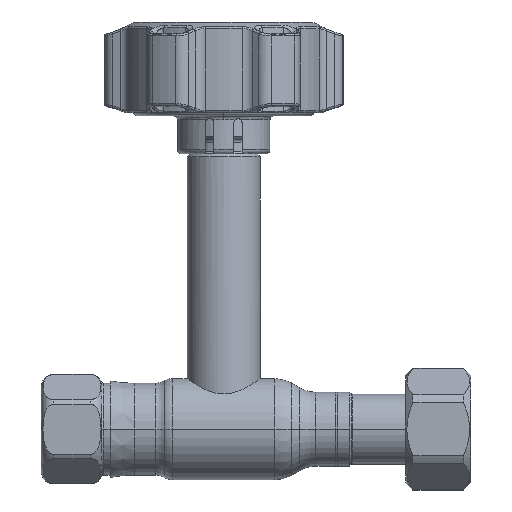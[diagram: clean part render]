
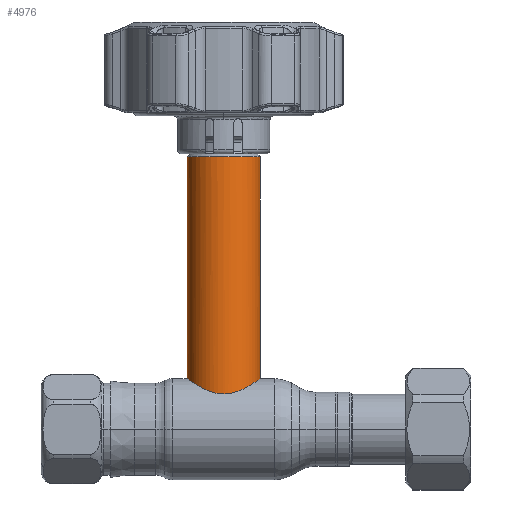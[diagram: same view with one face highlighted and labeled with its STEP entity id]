
A CAD part, top view. The second image highlights one B-rep face of the part: STEP entity #4976.
In plain terms, the highlighted cylindrical face has radius 9 mm (diameter 18 mm), a partial arc.
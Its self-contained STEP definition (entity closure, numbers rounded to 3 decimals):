
#1852 = CARTESIAN_POINT ( 'NONE',  ( 8.753, 12.323, 2.117 ) ) ;
#2018 = CARTESIAN_POINT ( 'NONE',  ( -2.401, 8.997, 8.679 ) ) ;
#2215 = CARTESIAN_POINT ( 'NONE',  ( 9., 12.5, 0. ) ) ;
#2369 = CARTESIAN_POINT ( 'NONE',  ( -4.039, 9.556, 8.063 ) ) ;
#2506 = CARTESIAN_POINT ( 'NONE',  ( -9., 67.169, 0. ) ) ;
#3516 = CARTESIAN_POINT ( 'NONE',  ( -9., 0., 0. ) ) ;
#4200 = DIRECTION ( 'NONE',  ( 0., -1., 0. ) ) ;
#4561 = VERTEX_POINT ( 'NONE', #31905 ) ;
#4601 = CARTESIAN_POINT ( 'NONE',  ( 8.041, 11.827, 4.085 ) ) ;
#4940 = CARTESIAN_POINT ( 'NONE',  ( -2.108, 8.922, 8.755 ) ) ;
#4976 = ADVANCED_FACE ( 'NONE', ( #23361 ), #34164, .T. ) ;
#5128 = CARTESIAN_POINT ( 'NONE',  ( -1.217, 8.74, 8.938 ) ) ;
#5203 = ORIENTED_EDGE ( 'NONE', *, *, #34228, .F. ) ;
#5292 = CARTESIAN_POINT ( 'NONE',  ( 4.799, 9.911, 7.619 ) ) ;
#6841 = AXIS2_PLACEMENT_3D ( 'NONE', #12729, #4200, #17939 ) ;
#7323 = CARTESIAN_POINT ( 'NONE',  ( -5.926, 10.5, 6.798 ) ) ;
#7497 = CARTESIAN_POINT ( 'NONE',  ( 5.942, 10.51, 6.783 ) ) ;
#8032 = CARTESIAN_POINT ( 'NONE',  ( -3.239, 9.256, 8.402 ) ) ;
#9512 = VERTEX_POINT ( 'NONE', #13201 ) ;
#10010 = CARTESIAN_POINT ( 'NONE',  ( -8.984, 12.489, 0.611 ) ) ;
#10382 = CARTESIAN_POINT ( 'NONE',  ( 4.553, 9.794, 7.769 ) ) ;
#12729 = CARTESIAN_POINT ( 'NONE',  ( 0., 67.169, 0. ) ) ;
#12752 = CARTESIAN_POINT ( 'NONE',  ( -7.266, 11.315, 5.319 ) ) ;
#12914 = CARTESIAN_POINT ( 'NONE',  ( 9., 12.5, 0.62 ) ) ;
#13095 = CARTESIAN_POINT ( 'NONE',  ( 0.32, 8.675, 9. ) ) ;
#13201 = CARTESIAN_POINT ( 'NONE',  ( -9., 12.5, 0. ) ) ;
#13267 = CARTESIAN_POINT ( 'NONE',  ( 2.127, 8.927, 8.75 ) ) ;
#13435 = CARTESIAN_POINT ( 'NONE',  ( 3.26, 9.264, 8.394 ) ) ;
#15589 = CARTESIAN_POINT ( 'NONE',  ( 8.39, 12.068, 3.27 ) ) ;
#15717 = CARTESIAN_POINT ( 'NONE',  ( 9., 0., 0. ) ) ;
#15765 = CARTESIAN_POINT ( 'NONE',  ( -7.591, 11.526, 4.844 ) ) ;
#15869 = EDGE_CURVE ( 'NONE', #20812, #9512, #33844, .T. ) ;
#15948 = CARTESIAN_POINT ( 'NONE',  ( 8.936, 12.454, 1.229 ) ) ;
#16123 = CARTESIAN_POINT ( 'NONE',  ( -7.743, 11.627, 4.597 ) ) ;
#16295 = CARTESIAN_POINT ( 'NONE',  ( 7.762, 11.638, 4.591 ) ) ;
#17939 = DIRECTION ( 'NONE',  ( 1., 0., 0. ) ) ;
#18331 = CARTESIAN_POINT ( 'NONE',  ( 0.629, 8.692, 8.983 ) ) ;
#18500 = CARTESIAN_POINT ( 'NONE',  ( 1.536, 8.805, 8.873 ) ) ;
#18543 = CARTESIAN_POINT ( 'NONE',  ( 9., 12.5, 0. ) ) ;
#18663 = CARTESIAN_POINT ( 'NONE',  ( 8.677, 12.269, 2.409 ) ) ;
#19015 = CARTESIAN_POINT ( 'NONE',  ( 3.792, 9.464, 8.167 ) ) ;
#20303 = CARTESIAN_POINT ( 'NONE',  ( 0., 0., 0. ) ) ;
#20812 = VERTEX_POINT ( 'NONE', #2506 ) ;
#21077 = CARTESIAN_POINT ( 'NONE',  ( -6.531, 10.857, 6.199 ) ) ;
#21270 = CARTESIAN_POINT ( 'NONE',  ( -8.689, 12.278, 2.424 ) ) ;
#21332 = EDGE_LOOP ( 'NONE', ( #33779, #28102, #28885, #5203 ) ) ;
#21436 = CARTESIAN_POINT ( 'NONE',  ( 8.495, 12.142, 2.987 ) ) ;
#21441 = B_SPLINE_CURVE_WITH_KNOTS ( 'NONE', 3,
 ( #24308, #26678, #10010, #27402, #26844, #21270, #32910, #29992, #29459, #16123, #15765, #12752, #23780, #34914, #21077, #7323, #27047, #21596, #2369, #8032, #29797, #2018, #4940, #5128, #27224, #13095, #18331, #32710, #18500, #13267, #35095, #35285, #13435, #19015, #30155, #10382, #5292, #32389, #7497, #29629, #24149, #16295, #4601, #15589, #21436, #18663, #1852, #15948, #12914, #2215 ),
 .UNSPECIFIED., .F., .F.,
 ( 4, 2, 2, 2, 2, 2, 2, 2, 2, 2, 2, 2, 2, 2, 2, 2, 2, 2, 2, 2, 2, 2, 2, 2, 4 ),
 ( 0.029, 0.03, 0.031, 0.033, 0.034, 0.035, 0.036, 0.037, 0.038, 0.04, 0.041, 0.042, 0.044, 0.045, 0.046, 0.047, 0.048, 0.049, 0.049, 0.051, 0.053, 0.055, 0.056, 0.057, 0.059 ),
 .UNSPECIFIED. ) ;
#21596 = CARTESIAN_POINT ( 'NONE',  ( -4.549, 9.786, 7.787 ) ) ;
#22164 = VERTEX_POINT ( 'NONE', #18543 ) ;
#23345 = AXIS2_PLACEMENT_3D ( 'NONE', #20303, #31054, #31409 ) ;
#23361 = FACE_OUTER_BOUND ( 'NONE', #21332, .T. ) ;
#23780 = CARTESIAN_POINT ( 'NONE',  ( -7.092, 11.204, 5.548 ) ) ;
#24149 = CARTESIAN_POINT ( 'NONE',  ( 7.116, 11.218, 5.539 ) ) ;
#24308 = CARTESIAN_POINT ( 'NONE',  ( -9., 12.5, 0. ) ) ;
#24975 = EDGE_CURVE ( 'NONE', #9512, #22164, #21441, .T. ) ;
#25318 = CIRCLE ( 'NONE', #6841, 9. ) ;
#26620 = DIRECTION ( 'NONE',  ( 0., -1., 0. ) ) ;
#26678 = CARTESIAN_POINT ( 'NONE',  ( -9., 12.5, 0.306 ) ) ;
#26844 = CARTESIAN_POINT ( 'NONE',  ( -8.875, 12.41, 1.525 ) ) ;
#27047 = CARTESIAN_POINT ( 'NONE',  ( -5.49, 10.258, 7.154 ) ) ;
#27224 = CARTESIAN_POINT ( 'NONE',  ( -0.61, 8.674, 9.001 ) ) ;
#27402 = CARTESIAN_POINT ( 'NONE',  ( -8.922, 12.444, 1.22 ) ) ;
#28102 = ORIENTED_EDGE ( 'NONE', *, *, #15869, .T. ) ;
#28885 = ORIENTED_EDGE ( 'NONE', *, *, #24975, .T. ) ;
#29368 = VECTOR ( 'NONE', #32809, 1000. ) ;
#29404 = LINE ( 'NONE', #15717, #29489 ) ;
#29459 = CARTESIAN_POINT ( 'NONE',  ( -8.026, 11.817, 4.084 ) ) ;
#29489 = VECTOR ( 'NONE', #26620, 1000. ) ;
#29629 = CARTESIAN_POINT ( 'NONE',  ( 6.746, 10.984, 5.984 ) ) ;
#29797 = CARTESIAN_POINT ( 'NONE',  ( -2.965, 9.163, 8.503 ) ) ;
#29992 = CARTESIAN_POINT ( 'NONE',  ( -8.156, 11.907, 3.816 ) ) ;
#30155 = CARTESIAN_POINT ( 'NONE',  ( 4.05, 9.571, 8.042 ) ) ;
#31054 = DIRECTION ( 'NONE',  ( 0., -1., 0. ) ) ;
#31409 = DIRECTION ( 'NONE',  ( 1., 0., 0. ) ) ;
#31905 = CARTESIAN_POINT ( 'NONE',  ( 9., 67.169, 0. ) ) ;
#32389 = CARTESIAN_POINT ( 'NONE',  ( 5.507, 10.267, 7.141 ) ) ;
#32710 = CARTESIAN_POINT ( 'NONE',  ( 1.237, 8.757, 8.92 ) ) ;
#32809 = DIRECTION ( 'NONE',  ( 0., -1., 0. ) ) ;
#32910 = CARTESIAN_POINT ( 'NONE',  ( -8.508, 12.149, 2.995 ) ) ;
#33236 = EDGE_CURVE ( 'NONE', #4561, #20812, #25318, .T. ) ;
#33779 = ORIENTED_EDGE ( 'NONE', *, *, #33236, .T. ) ;
#33844 = LINE ( 'NONE', #3516, #29368 ) ;
#34164 = CYLINDRICAL_SURFACE ( 'NONE', #23345, 9. ) ;
#34228 = EDGE_CURVE ( 'NONE', #4561, #22164, #29404, .T. ) ;
#34914 = CARTESIAN_POINT ( 'NONE',  ( -6.725, 10.975, 5.988 ) ) ;
#35095 = CARTESIAN_POINT ( 'NONE',  ( 2.421, 9.002, 8.673 ) ) ;
#35285 = CARTESIAN_POINT ( 'NONE',  ( 2.986, 9.17, 8.495 ) ) ;
